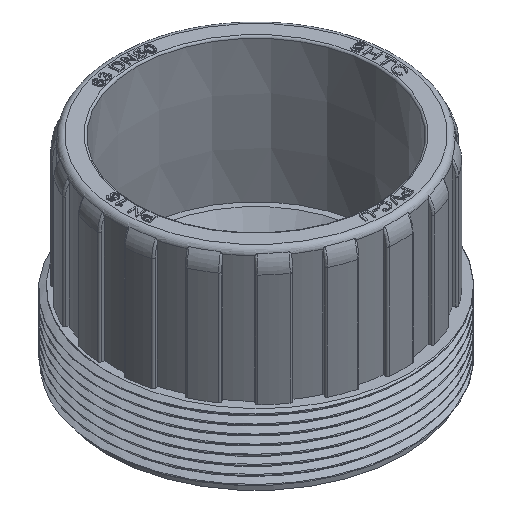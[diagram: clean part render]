
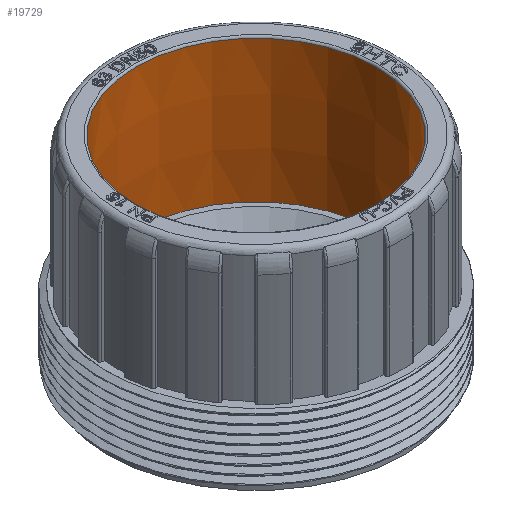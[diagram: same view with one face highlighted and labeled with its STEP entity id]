
A CAD part, isometric view. The second image highlights one B-rep face of the part: STEP entity #19729.
In plain terms, the highlighted conical face has half-angle 0.455 degrees and reference radius 31.45 mm.
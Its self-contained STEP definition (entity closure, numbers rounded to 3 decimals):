
#98=CONICAL_SURFACE('',#20910,31.45,0.008);
#1067=FACE_OUTER_BOUND('',#2131,.T.);
#2131=EDGE_LOOP('',(#14586,#14587,#14588,#14589));
#3267=CIRCLE('',#20908,31.45);
#3269=CIRCLE('',#20911,31.746);
#4157=LINE('',#33390,#6745);
#6745=VECTOR('',#22961,31.45);
#9516=VERTEX_POINT('',#33384);
#9518=VERTEX_POINT('',#33389);
#11546=EDGE_CURVE('',#9516,#9516,#3267,.T.);
#11548=EDGE_CURVE('',#9516,#9518,#4157,.T.);
#11549=EDGE_CURVE('',#9518,#9518,#3269,.T.);
#14586=ORIENTED_EDGE('',*,*,#11546,.F.);
#14587=ORIENTED_EDGE('',*,*,#11548,.T.);
#14588=ORIENTED_EDGE('',*,*,#11549,.T.);
#14589=ORIENTED_EDGE('',*,*,#11548,.F.);
#19729=ADVANCED_FACE('',(#1067),#98,.F.);
#20908=AXIS2_PLACEMENT_3D('',#33385,#22955,#22956);
#20910=AXIS2_PLACEMENT_3D('',#33388,#22959,#22960);
#20911=AXIS2_PLACEMENT_3D('',#33391,#22962,#22963);
#22955=DIRECTION('center_axis',(0.,0.,1.));
#22956=DIRECTION('ref_axis',(1.,0.,0.));
#22959=DIRECTION('center_axis',(0.,0.,1.));
#22960=DIRECTION('ref_axis',(-1.,0.,0.));
#22961=DIRECTION('',(0.008,0.,1.));
#22962=DIRECTION('center_axis',(0.,0.,1.));
#22963=DIRECTION('ref_axis',(-1.,0.,0.));
#33384=CARTESIAN_POINT('',(31.45,0.,16.2));
#33385=CARTESIAN_POINT('Origin',(0.,0.,16.2));
#33388=CARTESIAN_POINT('Origin',(0.,0.,16.2));
#33389=CARTESIAN_POINT('',(31.746,0.,53.504));
#33390=CARTESIAN_POINT('',(31.45,0.,16.2));
#33391=CARTESIAN_POINT('Origin',(0.,0.,53.504));
